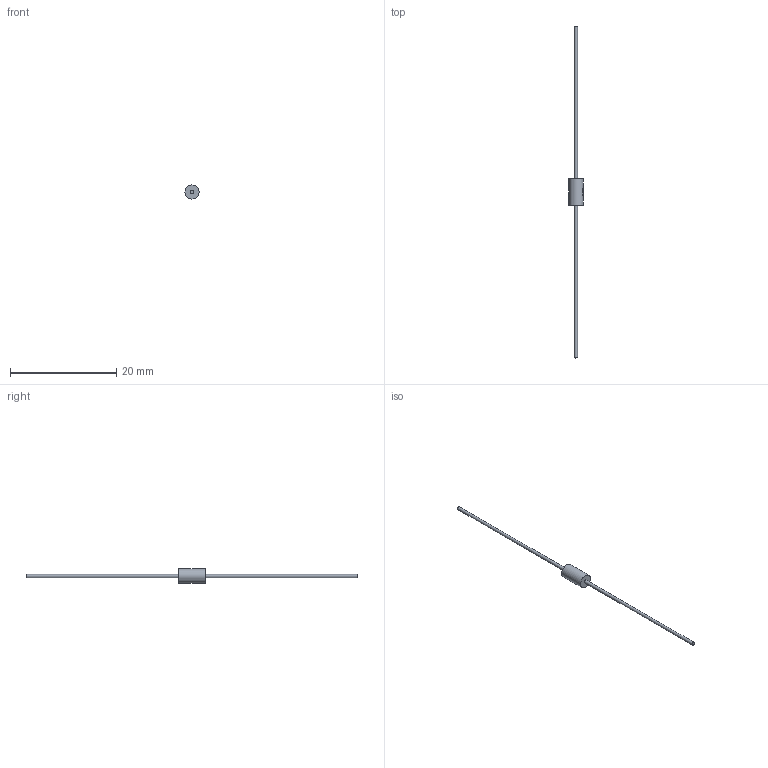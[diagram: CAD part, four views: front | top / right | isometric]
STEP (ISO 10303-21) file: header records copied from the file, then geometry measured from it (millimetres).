
FILE_DESCRIPTION(/* description */ (''),/* implementation_level */ '2;1');
FILE_NAME(/* name */ 'A-405 Outline Structure.stp',/* time_stamp */ '2020-04-25T09:43:17+08:00',/* author */ ('he.song'),/* organization */ (''),/* preprocessor_version */ 'ST-DEVELOPER v16.13',/* originating_system */ 'Autodesk Inventor 2018',/* authorisation */ '');
FILE_SCHEMA (('AUTOMOTIVE_DESIGN { 1 0 10303 214 3 1 1 }'));
Length unit declared in the file: millimetre
Products named in the file (1): A-405 Outline
Bounding box: 2.65 x 62.4 x 2.65 mm (x, y, z)
Volume: 43.8 mm3; surface area: 160.9 mm2
Topology: 1 solids, 1 shells, 33 faces, 80 edges, 52 vertices
Faces by surface type: plane 24, cylinder 9
Full cylindrical faces by diameter (mm): 0.6 x2, 2.65 x1
Entity records: 1134 total; most frequent: CARTESIAN_POINT 303, DIRECTION 167, ORIENTED_EDGE 156, EDGE_CURVE 77, AXIS2_PLACEMENT_3D 64, VERTEX_POINT 52, EDGE_LOOP 39, LINE 39
